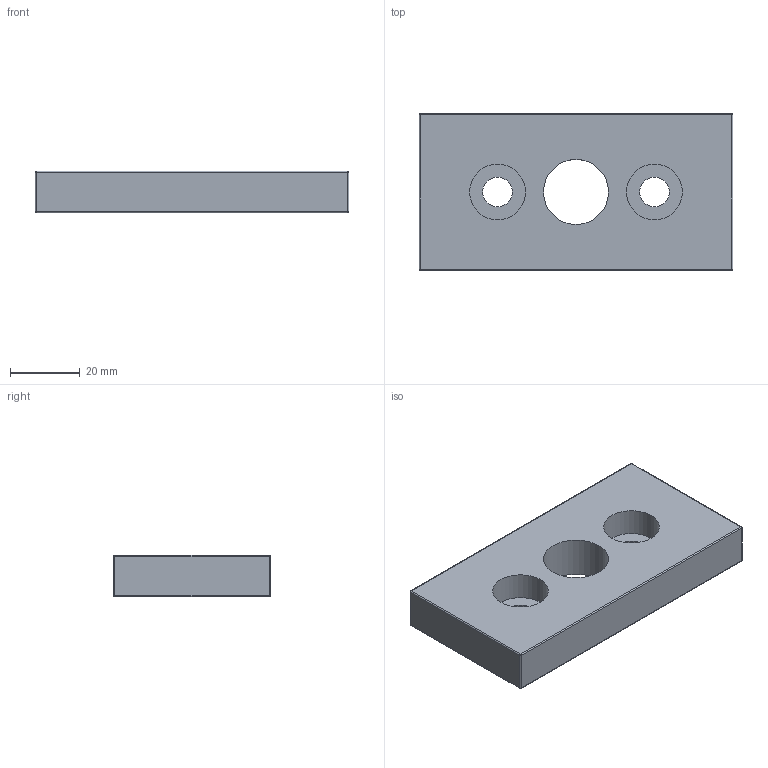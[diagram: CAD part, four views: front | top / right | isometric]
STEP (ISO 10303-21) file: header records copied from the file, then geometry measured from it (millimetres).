
FILE_DESCRIPTION(/* description */ ('PIASTRA 45X90 SP.12 ALLUMINIO FISSAGGIO PIEDI 1/2"'),/* implementation_level */ '2;1');
FILE_NAME(/* name */ 'DPSXX0001752.stp',/* time_stamp */ '2022-11-22T10:54:47+01:00',/* author */ ('tecnico7'),/* organization */ (''),/* preprocessor_version */ 'ST-DEVELOPER v18.1',/* originating_system */ 'Autodesk Inventor 2022',/* authorisation */ '');
FILE_SCHEMA (('AUTOMOTIVE_DESIGN { 1 0 10303 214 3 1 1 }'));
Length unit declared in the file: millimetre
Products named in the file (1): DPSXX0001752
Bounding box: 90 x 45 x 12 mm (x, y, z)
Volume: 41646.3 mm3; surface area: 12212.2 mm2
Topology: 1 solids, 1 shells, 33 faces, 63 edges, 34 vertices
Faces by surface type: cylinder 17, plane 8, sphere 8
Full cylindrical faces by diameter (mm): 8.5 x2, 16 x2, 18.631 x1
Entity records: 874 total; most frequent: DIRECTION 165, CARTESIAN_POINT 131, ORIENTED_EDGE 126, AXIS2_PLACEMENT_3D 68, EDGE_CURVE 63, EDGE_LOOP 41, CIRCLE 34, VERTEX_POINT 34
